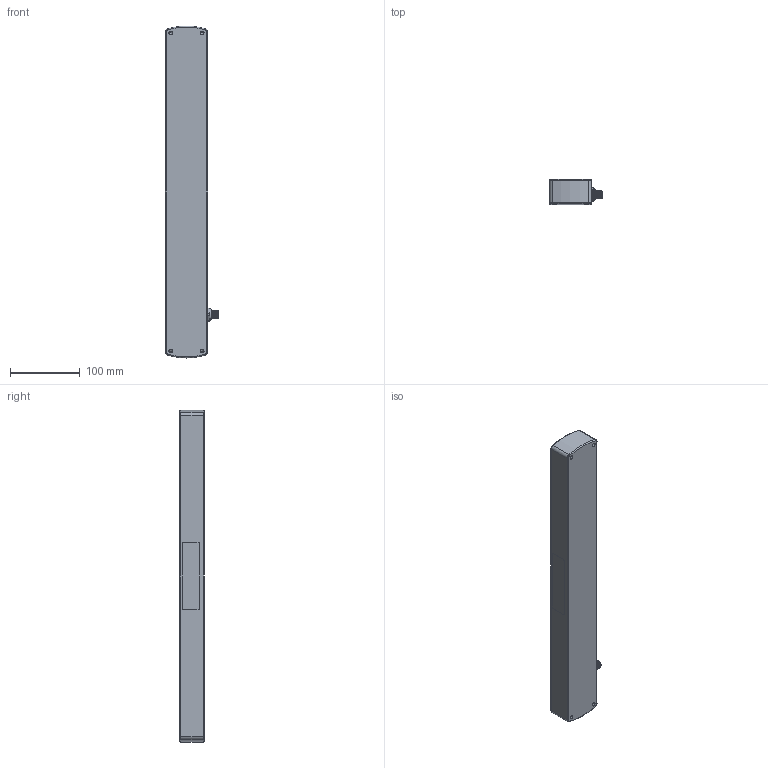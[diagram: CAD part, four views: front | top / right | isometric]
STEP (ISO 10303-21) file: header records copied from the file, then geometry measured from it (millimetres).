
FILE_DESCRIPTION((''),'2;1');
FILE_NAME('144144_SW','2010-11-04T',('banengservice'),('BANNER ENGINEERING'),'PRO/ENGINEER BY PARAMETRIC TECHNOLOGY CORPORATION, 2009141','PRO/ENGINEER BY PARAMETRIC TECHNOLOGY CORPORATION, 2009141','');
FILE_SCHEMA(('CONFIG_CONTROL_DESIGN'));
Length unit declared in the file: inch
Products named in the file (1): 144144_SW
Bounding box: 76.25 x 34.93 x 474.34 mm (x, y, z)
Volume: 953193 mm3; surface area: 98283 mm2
Topology: 1 solids, 1 shells, 537 faces, 1430 edges, 908 vertices
Faces by surface type: plane 275, cylinder 122, cone 68, torus 40, bspline 32
Entity records: 28743 total; most frequent: CARTESIAN_POINT 15400, ORIENTED_EDGE 2844, DIRECTION 2674, EDGE_CURVE 1422, AXIS2_PLACEMENT_3D 933, VERTEX_POINT 908, VECTOR 808, LINE 808
